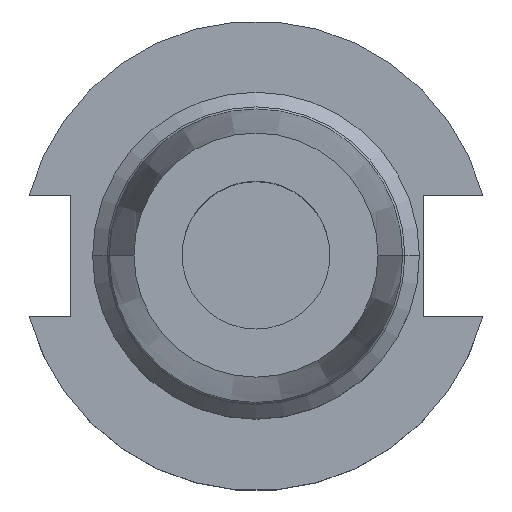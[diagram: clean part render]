
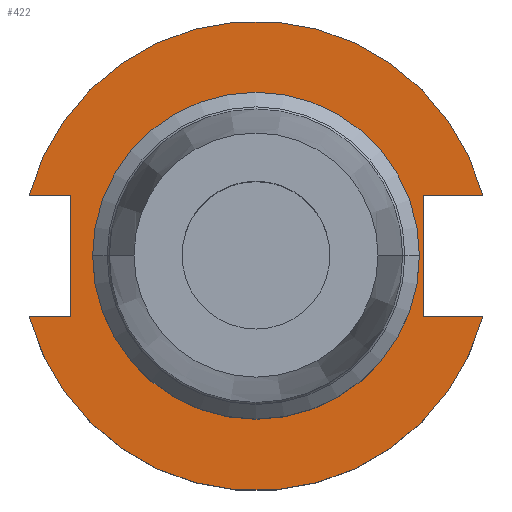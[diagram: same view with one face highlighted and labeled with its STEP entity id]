
A CAD part, top view. The second image highlights one B-rep face of the part: STEP entity #422.
In plain terms, the highlighted planar face has unit normal (0, 0, 1).
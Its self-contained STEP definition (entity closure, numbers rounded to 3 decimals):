
#2 = AXIS2_PLACEMENT_3D ( 'NONE', #1267, #1264, #1260 ) ;
#17 = VERTEX_POINT ( 'NONE', #1360 ) ;
#124 = VECTOR ( 'NONE', #500, 1000. ) ;
#133 = CARTESIAN_POINT ( 'NONE',  ( -61.091, -8.191, 19.05 ) ) ;
#155 = ORIENTED_EDGE ( 'NONE', *, *, #1171, .F. ) ;
#164 = VECTOR ( 'NONE', #960, 1000. ) ;
#172 = AXIS2_PLACEMENT_3D ( 'NONE', #772, #1322, #656 ) ;
#173 = VERTEX_POINT ( 'NONE', #1324 ) ;
#213 = LINE ( 'NONE', #133, #899 ) ;
#214 = CIRCLE ( 'NONE', #2, 22.1 ) ;
#276 = DIRECTION ( 'NONE',  ( 0., -1., 0. ) ) ;
#277 = EDGE_LOOP ( 'NONE', ( #350, #408, #624, #1372, #1332, #1644, #621, #310 ) ) ;
#294 = DIRECTION ( 'NONE',  ( 0., 0., 1. ) ) ;
#298 = DIRECTION ( 'NONE',  ( 1., 0., 0. ) ) ;
#310 = ORIENTED_EDGE ( 'NONE', *, *, #1095, .T. ) ;
#350 = ORIENTED_EDGE ( 'NONE', *, *, #1126, .T. ) ;
#397 = CARTESIAN_POINT ( 'NONE',  ( -61.091, 8.191, 19.05 ) ) ;
#408 = ORIENTED_EDGE ( 'NONE', *, *, #1131, .F. ) ;
#422 = ADVANCED_FACE ( 'NONE', ( #1286, #1259 ), #1257, .F. ) ;
#447 = CARTESIAN_POINT ( 'NONE',  ( 0., -8.191, 19.05 ) ) ;
#500 = DIRECTION ( 'NONE',  ( 0., 1., 0. ) ) ;
#540 = VECTOR ( 'NONE', #1442, 1000. ) ;
#549 = VERTEX_POINT ( 'NONE', #1278 ) ;
#573 = ORIENTED_EDGE ( 'NONE', *, *, #867, .F. ) ;
#578 = CARTESIAN_POINT ( 'NONE',  ( -25.091, -8.191, 19.05 ) ) ;
#598 = EDGE_LOOP ( 'NONE', ( #573, #155 ) ) ;
#605 = CARTESIAN_POINT ( 'NONE',  ( 22.606, 8.191, 19.05 ) ) ;
#621 = ORIENTED_EDGE ( 'NONE', *, *, #1160, .T. ) ;
#624 = ORIENTED_EDGE ( 'NONE', *, *, #1065, .T. ) ;
#656 = DIRECTION ( 'NONE',  ( -1., 0., 0. ) ) ;
#661 = CARTESIAN_POINT ( 'NONE',  ( 22.1, 0., 19.05 ) ) ;
#663 = VERTEX_POINT ( 'NONE', #578 ) ;
#690 = VERTEX_POINT ( 'NONE', #1501 ) ;
#701 = VECTOR ( 'NONE', #298, 1000. ) ;
#713 = DIRECTION ( 'NONE',  ( 1., 0., 0. ) ) ;
#719 = CARTESIAN_POINT ( 'NONE',  ( -30.675, 8.191, 19.05 ) ) ;
#772 = CARTESIAN_POINT ( 'NONE',  ( 0., 22.1, 19.05 ) ) ;
#850 = AXIS2_PLACEMENT_3D ( 'NONE', #1314, #294, #1194 ) ;
#855 = CARTESIAN_POINT ( 'NONE',  ( 30.675, 8.191, 19.05 ) ) ;
#857 = CIRCLE ( 'NONE', #940, 31.75 ) ;
#867 = EDGE_CURVE ( 'NONE', #1398, #17, #214, .T. ) ;
#899 = VECTOR ( 'NONE', #713, 1000. ) ;
#902 = CARTESIAN_POINT ( 'NONE',  ( 30.675, -8.191, 19.05 ) ) ;
#918 = DIRECTION ( 'NONE',  ( 1., 0., 0. ) ) ;
#940 = AXIS2_PLACEMENT_3D ( 'NONE', #1292, #985, #968 ) ;
#945 = LINE ( 'NONE', #1090, #540 ) ;
#955 = DIRECTION ( 'NONE',  ( 0., 0., 1. ) ) ;
#960 = DIRECTION ( 'NONE',  ( 1., 0., 0. ) ) ;
#968 = DIRECTION ( 'NONE',  ( 1., 0., 0. ) ) ;
#985 = DIRECTION ( 'NONE',  ( 0., 0., 1. ) ) ;
#1032 = CARTESIAN_POINT ( 'NONE',  ( 0., 0., 19.05 ) ) ;
#1065 = EDGE_CURVE ( 'NONE', #549, #1443, #1422, .T. ) ;
#1090 = CARTESIAN_POINT ( 'NONE',  ( 0., 8.191, 19.05 ) ) ;
#1095 = EDGE_CURVE ( 'NONE', #1175, #690, #1624, .T. ) ;
#1126 = EDGE_CURVE ( 'NONE', #690, #663, #1252, .T. ) ;
#1131 = EDGE_CURVE ( 'NONE', #549, #663, #213, .T. ) ;
#1137 = EDGE_CURVE ( 'NONE', #173, #1443, #1223, .T. ) ;
#1143 = VERTEX_POINT ( 'NONE', #605 ) ;
#1147 = EDGE_CURVE ( 'NONE', #173, #1143, #1477, .T. ) ;
#1150 = EDGE_CURVE ( 'NONE', #1196, #1143, #945, .T. ) ;
#1160 = EDGE_CURVE ( 'NONE', #1196, #1175, #857, .T. ) ;
#1171 = EDGE_CURVE ( 'NONE', #17, #1398, #1445, .T. ) ;
#1175 = VERTEX_POINT ( 'NONE', #719 ) ;
#1194 = DIRECTION ( 'NONE',  ( 1., 0., 0. ) ) ;
#1196 = VERTEX_POINT ( 'NONE', #855 ) ;
#1223 = LINE ( 'NONE', #447, #164 ) ;
#1252 = LINE ( 'NONE', #1318, #1511 ) ;
#1257 = PLANE ( 'NONE',  #172 ) ;
#1259 = FACE_OUTER_BOUND ( 'NONE', #277, .T. ) ;
#1260 = DIRECTION ( 'NONE',  ( 1., 0., 0. ) ) ;
#1264 = DIRECTION ( 'NONE',  ( 0., 0., 1. ) ) ;
#1267 = CARTESIAN_POINT ( 'NONE',  ( 0., 0., 19.05 ) ) ;
#1278 = CARTESIAN_POINT ( 'NONE',  ( -30.675, -8.191, 19.05 ) ) ;
#1286 = FACE_BOUND ( 'NONE', #598, .T. ) ;
#1292 = CARTESIAN_POINT ( 'NONE',  ( 0., 0., 19.05 ) ) ;
#1314 = CARTESIAN_POINT ( 'NONE',  ( 0., 0., 19.05 ) ) ;
#1318 = CARTESIAN_POINT ( 'NONE',  ( -25.091, 8.191, 19.05 ) ) ;
#1322 = DIRECTION ( 'NONE',  ( 0., 0., -1. ) ) ;
#1324 = CARTESIAN_POINT ( 'NONE',  ( 22.606, -8.191, 19.05 ) ) ;
#1332 = ORIENTED_EDGE ( 'NONE', *, *, #1147, .T. ) ;
#1360 = CARTESIAN_POINT ( 'NONE',  ( -22.1, 0., 19.05 ) ) ;
#1372 = ORIENTED_EDGE ( 'NONE', *, *, #1137, .F. ) ;
#1398 = VERTEX_POINT ( 'NONE', #661 ) ;
#1422 = CIRCLE ( 'NONE', #1425, 31.75 ) ;
#1425 = AXIS2_PLACEMENT_3D ( 'NONE', #1032, #955, #918 ) ;
#1442 = DIRECTION ( 'NONE',  ( -1., 0., 0. ) ) ;
#1443 = VERTEX_POINT ( 'NONE', #902 ) ;
#1445 = CIRCLE ( 'NONE', #850, 22.1 ) ;
#1477 = LINE ( 'NONE', #1559, #124 ) ;
#1501 = CARTESIAN_POINT ( 'NONE',  ( -25.091, 8.191, 19.05 ) ) ;
#1511 = VECTOR ( 'NONE', #276, 1000. ) ;
#1559 = CARTESIAN_POINT ( 'NONE',  ( 22.606, 22.1, 19.05 ) ) ;
#1624 = LINE ( 'NONE', #397, #701 ) ;
#1644 = ORIENTED_EDGE ( 'NONE', *, *, #1150, .F. ) ;
